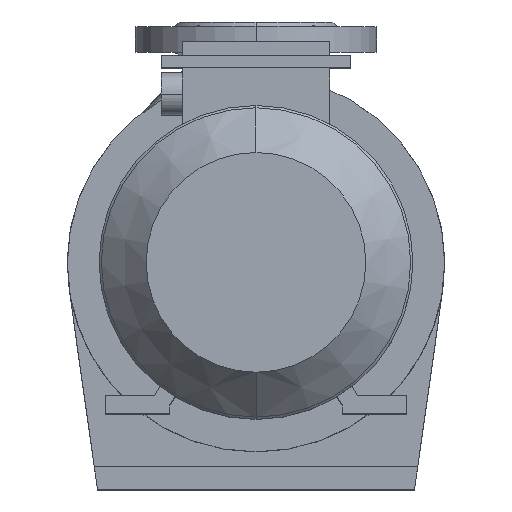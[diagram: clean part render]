
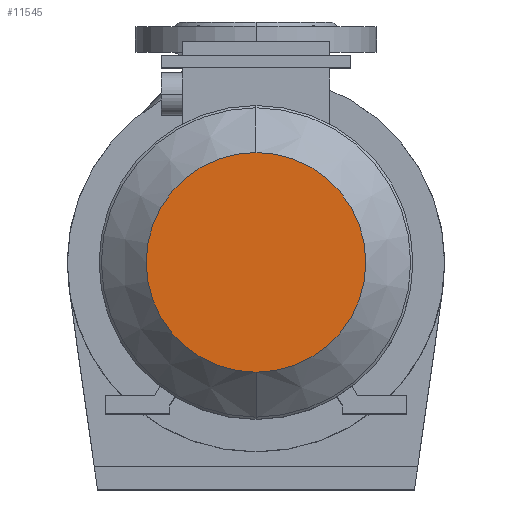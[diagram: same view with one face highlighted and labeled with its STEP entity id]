
A CAD part, top view. The second image highlights one B-rep face of the part: STEP entity #11545.
In plain terms, the highlighted planar face has unit normal (0, 0, 1).
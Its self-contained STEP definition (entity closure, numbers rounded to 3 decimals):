
#577 = VERTEX_POINT ( 'NONE', #6674 ) ;
#1208 = DIRECTION ( 'NONE',  ( 0., -1., 0. ) ) ;
#1210 = DIRECTION ( 'NONE',  ( 0., 0., -1. ) ) ;
#1211 = CARTESIAN_POINT ( 'NONE',  ( 0., 0., 480.6 ) ) ;
#2351 = CIRCLE ( 'NONE', #9555, 72.765 ) ;
#2703 = VERTEX_POINT ( 'NONE', #7916 ) ;
#2724 = EDGE_LOOP ( 'NONE', ( #8056, #8055 ) ) ;
#2893 = EDGE_CURVE ( 'NONE', #577, #2703, #4888, .T. ) ;
#3015 = AXIS2_PLACEMENT_3D ( 'NONE', #10102, #10103, #10104 ) ;
#4888 = CIRCLE ( 'NONE', #9630, 72.765 ) ;
#5282 = DIRECTION ( 'NONE',  ( 0., -1., 0. ) ) ;
#5283 = DIRECTION ( 'NONE',  ( 0., 0., -1. ) ) ;
#5284 = CARTESIAN_POINT ( 'NONE',  ( 0., 0., 480.6 ) ) ;
#6674 = CARTESIAN_POINT ( 'NONE',  ( 0., -72.765, 480.6 ) ) ;
#7229 = EDGE_CURVE ( 'NONE', #2703, #577, #2351, .T. ) ;
#7916 = CARTESIAN_POINT ( 'NONE',  ( 0., 72.765, 480.6 ) ) ;
#8055 = ORIENTED_EDGE ( 'NONE', *, *, #7229, .F. ) ;
#8056 = ORIENTED_EDGE ( 'NONE', *, *, #2893, .F. ) ;
#9079 = FACE_OUTER_BOUND ( 'NONE', #2724, .T. ) ;
#9555 = AXIS2_PLACEMENT_3D ( 'NONE', #1211, #1210, #1208 ) ;
#9630 = AXIS2_PLACEMENT_3D ( 'NONE', #5284, #5283, #5282 ) ;
#10094 = PLANE ( 'NONE',  #3015 ) ;
#10102 = CARTESIAN_POINT ( 'NONE',  ( 0., 0., 480.6 ) ) ;
#10103 = DIRECTION ( 'NONE',  ( 0., 0., -1. ) ) ;
#10104 = DIRECTION ( 'NONE',  ( 0., -1., 0. ) ) ;
#11545 = ADVANCED_FACE ( 'NONE', ( #9079 ), #10094, .F. ) ;
